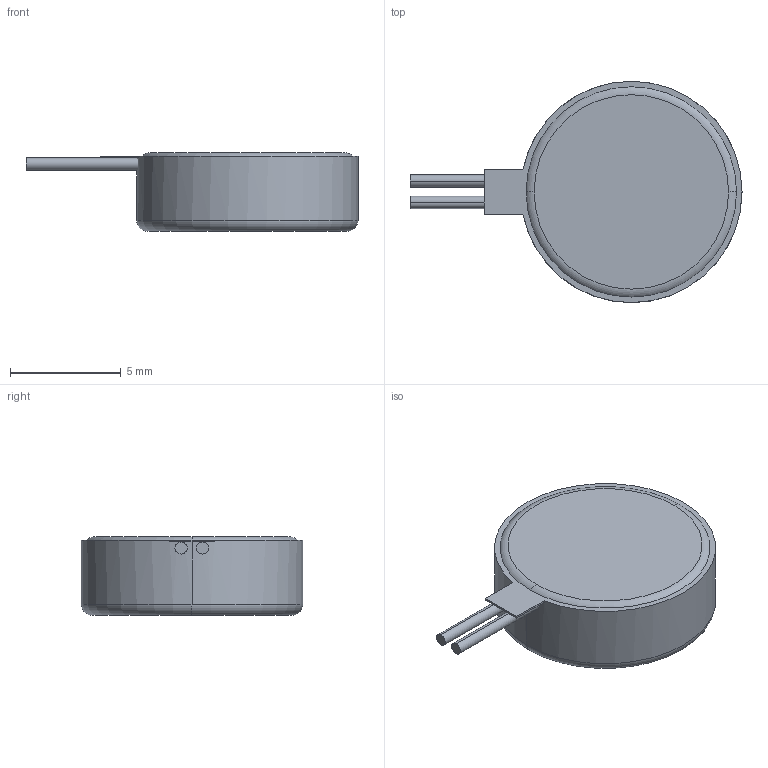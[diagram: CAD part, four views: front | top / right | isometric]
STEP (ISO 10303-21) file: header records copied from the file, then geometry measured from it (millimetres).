
FILE_DESCRIPTION (( 'STEP AP214' ), '1' );
FILE_NAME ('8449.STEP', '2024-06-27T13:39:19', ( '' ), ( '' ), 'SwSTEP 2.0', 'SolidWorks 2024', '' );
FILE_SCHEMA (( 'AUTOMOTIVE_DESIGN' ));
Length unit declared in the file: millimetre
Products named in the file (4): 8449; 8449_2; 8449_1
Assembly tree (3 placements, depth 2):
  8449
    8449
    8449_1
    8449_2
Bounding box: 15 x 10 x 3.55 mm (x, y, z)
Volume: 280.6 mm3; surface area: 300.7 mm2
Topology: 3 solids, 3 shells, 21 faces, 40 edges, 26 vertices
Faces by surface type: plane 11, cylinder 6, torus 4
Entity records: 663 total; most frequent: DIRECTION 118, CARTESIAN_POINT 93, ORIENTED_EDGE 80, AXIS2_PLACEMENT_3D 51, EDGE_CURVE 40, VERTEX_POINT 26, CIRCLE 24, EDGE_LOOP 22
